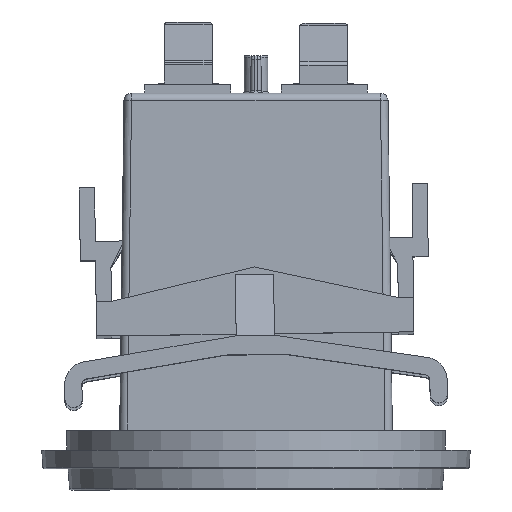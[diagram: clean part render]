
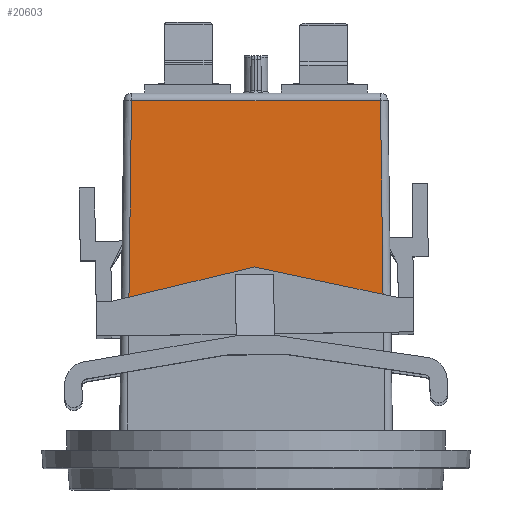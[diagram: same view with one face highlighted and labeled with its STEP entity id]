
A CAD part, left-side view. The second image highlights one B-rep face of the part: STEP entity #20603.
In plain terms, the highlighted planar face has unit normal (-1, 0, 0.013).
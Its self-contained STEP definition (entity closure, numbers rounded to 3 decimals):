
#1085 = LINE ( 'NONE', #18605, #3452 ) ;
#1122 = FACE_OUTER_BOUND ( 'NONE', #1735, .T. ) ;
#1260 = DIRECTION ( 'NONE',  ( 1., 0., -0.013 ) ) ;
#1735 = EDGE_LOOP ( 'NONE', ( #25444, #27625, #26069, #25113, #7214 ) ) ;
#2503 = EDGE_CURVE ( 'NONE', #27443, #24089, #15592, .T. ) ;
#2960 = CARTESIAN_POINT ( 'NONE',  ( -11.44, 0.214, 26.306 ) ) ;
#2976 = EDGE_CURVE ( 'NONE', #20518, #12753, #18524, .T. ) ;
#3452 = VECTOR ( 'NONE', #18469, 1000. ) ;
#4980 = DIRECTION ( 'NONE',  ( -0.013, 0.013, -1. ) ) ;
#5346 = EDGE_CURVE ( 'NONE', #20231, #27443, #7423, .T. ) ;
#5692 = DIRECTION ( 'NONE',  ( 0.003, -0.972, 0.234 ) ) ;
#6625 = AXIS2_PLACEMENT_3D ( 'NONE', #18224, #1260, #14130 ) ;
#6840 = VECTOR ( 'NONE', #7636, 1000. ) ;
#6918 = VECTOR ( 'NONE', #4980, 1000. ) ;
#7214 = ORIENTED_EDGE ( 'NONE', *, *, #2503, .T. ) ;
#7423 = LINE ( 'NONE', #16049, #13155 ) ;
#7636 = DIRECTION ( 'NONE',  ( -0.003, -0.978, -0.208 ) ) ;
#10023 = PLANE ( 'NONE',  #6625 ) ;
#12753 = VERTEX_POINT ( 'NONE', #15323 ) ;
#13155 = VECTOR ( 'NONE', #22281, 1000. ) ;
#14130 = DIRECTION ( 'NONE',  ( 0., -1., 0. ) ) ;
#14599 = CARTESIAN_POINT ( 'NONE',  ( -11.162, -16.533, 48.413 ) ) ;
#15041 = CARTESIAN_POINT ( 'NONE',  ( -11.49, 16.877, 22.297 ) ) ;
#15323 = CARTESIAN_POINT ( 'NONE',  ( -11.486, -16.872, 22.667 ) ) ;
#15449 = CARTESIAN_POINT ( 'NONE',  ( -11.77, 17.17, -0.013 ) ) ;
#15592 = LINE ( 'NONE', #15449, #6918 ) ;
#16049 = CARTESIAN_POINT ( 'NONE',  ( -11.162, 18.17, 48.413 ) ) ;
#17350 = CARTESIAN_POINT ( 'NONE',  ( -11.162, 16.533, 48.413 ) ) ;
#18224 = CARTESIAN_POINT ( 'NONE',  ( -11.77, 18.17, 0. ) ) ;
#18469 = DIRECTION ( 'NONE',  ( 0.013, 0.013, 1. ) ) ;
#18524 = LINE ( 'NONE', #2960, #6840 ) ;
#18605 = CARTESIAN_POINT ( 'NONE',  ( -11.764, -17.164, 0.465 ) ) ;
#19268 = VECTOR ( 'NONE', #5692, 1000. ) ;
#20231 = VERTEX_POINT ( 'NONE', #14599 ) ;
#20518 = VERTEX_POINT ( 'NONE', #24612 ) ;
#20603 = ADVANCED_FACE ( 'NONE', ( #1122 ), #10023, .F. ) ;
#22281 = DIRECTION ( 'NONE',  ( 0., 1., 0. ) ) ;
#22955 = CARTESIAN_POINT ( 'NONE',  ( -11.497, 19.206, 21.737 ) ) ;
#23772 = EDGE_CURVE ( 'NONE', #12753, #20231, #1085, .T. ) ;
#24089 = VERTEX_POINT ( 'NONE', #15041 ) ;
#24261 = EDGE_CURVE ( 'NONE', #24089, #20518, #27629, .T. ) ;
#24612 = CARTESIAN_POINT ( 'NONE',  ( -11.44, 0.214, 26.306 ) ) ;
#25113 = ORIENTED_EDGE ( 'NONE', *, *, #5346, .T. ) ;
#25444 = ORIENTED_EDGE ( 'NONE', *, *, #24261, .T. ) ;
#26069 = ORIENTED_EDGE ( 'NONE', *, *, #23772, .T. ) ;
#27443 = VERTEX_POINT ( 'NONE', #17350 ) ;
#27625 = ORIENTED_EDGE ( 'NONE', *, *, #2976, .T. ) ;
#27629 = LINE ( 'NONE', #22955, #19268 ) ;
